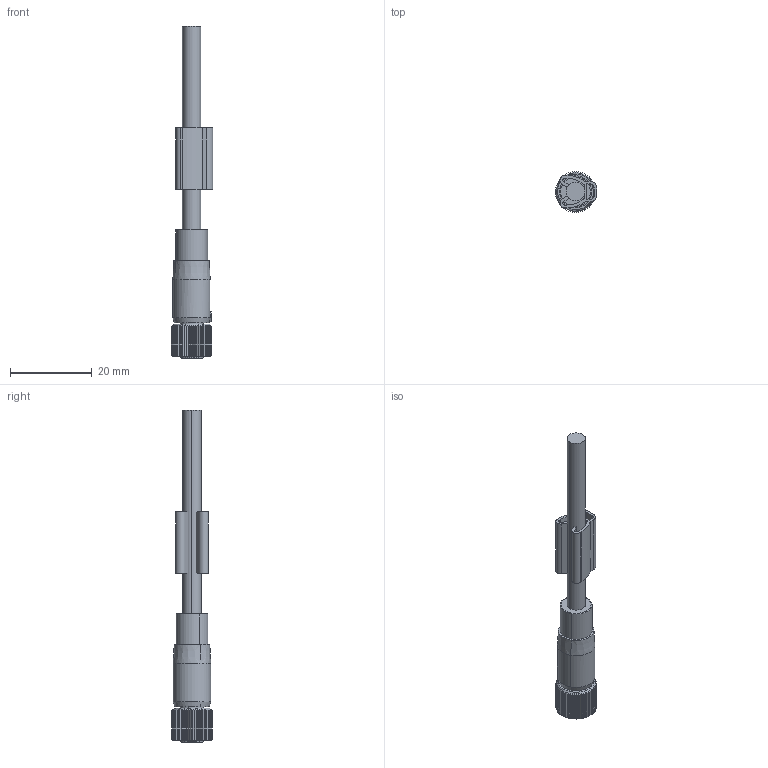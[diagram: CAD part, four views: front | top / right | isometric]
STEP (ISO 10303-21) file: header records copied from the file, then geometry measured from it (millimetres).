
FILE_DESCRIPTION(('CATIA V5 STEP Exchange','CAx-IF Rec.Pracs.--- Model Styling and Organization---1.4--- 2014-01-23'),'2;1');
FILE_NAME ('026756-1_0_1927241000_1927241000.stp','2021-03-24T17:19:40+00:00',('none'),('Weidmueller'),'CATIA Version 5-6 Release 2016 SP3 HF44','CATIA V5 STEP AP214','none');
FILE_SCHEMA(('AUTOMOTIVE_DESIGN { 1 0 10303 214 1 1 1 1 }'));
Length unit declared in the file: millimetre
Products named in the file (1): 1927241000
Bounding box: 10.13 x 9.91 x 81.4 mm (x, y, z)
Volume: 3013.5 mm3; surface area: 3909.1 mm2
Topology: 15 solids, 15 shells, 646 faces, 1722 edges, 1124 vertices
Faces by surface type: plane 277, cylinder 252, cone 73, torus 23, bspline 15, revolution 4, sphere 2
Entity records: 20323 total; most frequent: CARTESIAN_POINT 5837, ORIENTED_EDGE 3416, DIRECTION 2190, EDGE_CURVE 1708, VERTEX_POINT 1124, AXIS2_PLACEMENT_3D 1069, EDGE_LOOP 698, VECTOR 653
